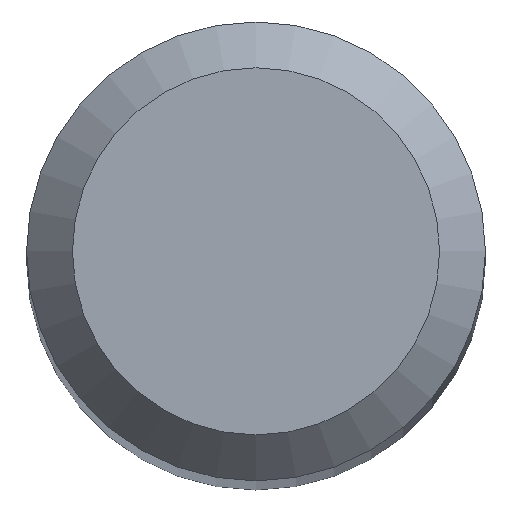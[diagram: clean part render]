
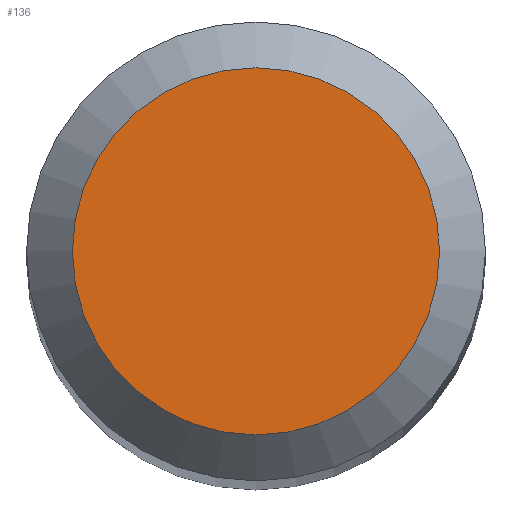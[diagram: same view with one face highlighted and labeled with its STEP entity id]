
A CAD part, top view. The second image highlights one B-rep face of the part: STEP entity #136.
In plain terms, the highlighted planar face has unit normal (0, 0, 1).
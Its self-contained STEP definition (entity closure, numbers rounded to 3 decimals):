
#4 = ORIENTED_EDGE ( 'NONE', *, *, #7, .F. ) ;
#7 = EDGE_CURVE ( 'NONE', #46, #46, #98, .T. ) ;
#9 = AXIS2_PLACEMENT_3D ( 'NONE', #45, #27, #197 ) ;
#20 = DIRECTION ( 'NONE',  ( 0., 0., -1. ) ) ;
#27 = DIRECTION ( 'NONE',  ( 0., 0., -1. ) ) ;
#45 = CARTESIAN_POINT ( 'NONE',  ( 0., 0., 38. ) ) ;
#46 = VERTEX_POINT ( 'NONE', #232 ) ;
#56 = EDGE_LOOP ( 'NONE', ( #4 ) ) ;
#80 = DIRECTION ( 'NONE',  ( 0., 1., 0. ) ) ;
#98 = CIRCLE ( 'NONE', #171, 1.2 ) ;
#106 = PLANE ( 'NONE',  #9 ) ;
#117 = CARTESIAN_POINT ( 'NONE',  ( 0., 0., 38. ) ) ;
#136 = ADVANCED_FACE ( 'NONE', ( #194 ), #106, .F. ) ;
#171 = AXIS2_PLACEMENT_3D ( 'NONE', #117, #20, #80 ) ;
#194 = FACE_OUTER_BOUND ( 'NONE', #56, .T. ) ;
#197 = DIRECTION ( 'NONE',  ( 0., 1., 0. ) ) ;
#232 = CARTESIAN_POINT ( 'NONE',  ( 0., 1.2, 38. ) ) ;
